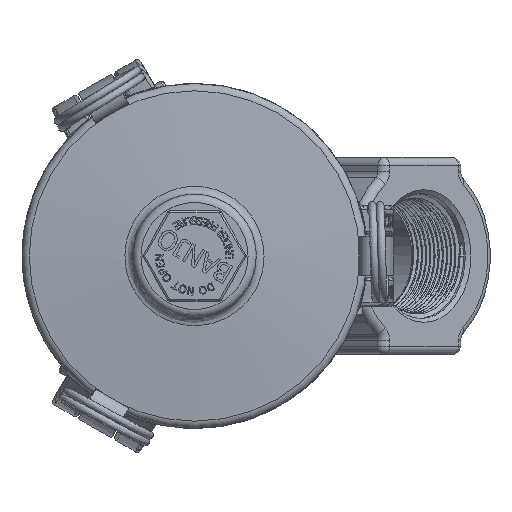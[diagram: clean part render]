
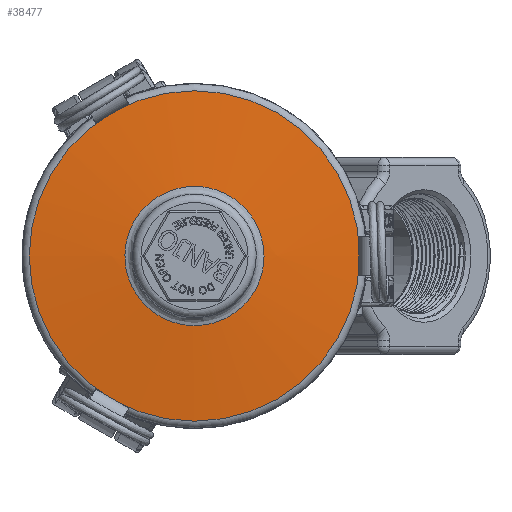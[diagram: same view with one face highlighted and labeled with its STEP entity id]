
A CAD part, front view. The second image highlights one B-rep face of the part: STEP entity #38477.
In plain terms, the highlighted spherical face has radius 533.908 mm.
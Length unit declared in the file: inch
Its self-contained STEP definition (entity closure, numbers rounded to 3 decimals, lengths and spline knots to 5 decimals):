
#180=SPHERICAL_SURFACE('',#41743,21.02);
#1929=FACE_BOUND('',#6235,.T.);
#3843=FACE_OUTER_BOUND('',#6234,.T.);
#6234=EDGE_LOOP('',(#29976,#29977));
#6235=EDGE_LOOP('',(#29978));
#8328=CIRCLE('',#41744,2.51496);
#8329=CIRCLE('',#41745,2.51496);
#9574=B_SPLINE_CURVE_WITH_KNOTS('',3,(#80047,#80048,#80049,#80050,#80051,
#80052,#80053,#80054,#80055,#80056,#80057,#80058,#80059,#80060,#80061,#80062,
#80063,#80064,#80065,#80066,#80067,#80068,#80069,#80070),.UNSPECIFIED.,
 .T.,.F.,(4,1,1,1,1,1,1,1,1,1,1,1,1,1,1,1,1,1,1,1,1,4),(-25.33901,
-24.43404,-24.13239,-23.52908,-22.92577,
-22.52356,-21.71915,-21.31694,-20.91474,
-20.51253,-18.9037,-18.09929,-17.69708,
-16.49046,-15.68605,-14.88164,-13.27281,
-12.06619,-10.85957,-9.65295,-9.04964,
-8.44634),.UNSPECIFIED.);
#17584=VERTEX_POINT('',#80045);
#17586=VERTEX_POINT('',#80101);
#17587=VERTEX_POINT('',#80102);
#22063=EDGE_CURVE('',#17584,#17584,#9574,.T.);
#22066=EDGE_CURVE('',#17586,#17587,#8328,.T.);
#22067=EDGE_CURVE('',#17587,#17586,#8329,.T.);
#29976=ORIENTED_EDGE('',*,*,#22066,.F.);
#29977=ORIENTED_EDGE('',*,*,#22067,.F.);
#29978=ORIENTED_EDGE('',*,*,#22063,.F.);
#38477=ADVANCED_FACE('',(#3843,#1929),#180,.T.);
#41743=AXIS2_PLACEMENT_3D('',#80100,#47207,#47208);
#41744=AXIS2_PLACEMENT_3D('',#80103,#47209,#47210);
#41745=AXIS2_PLACEMENT_3D('',#80104,#47211,#47212);
#47207=DIRECTION('center_axis',(0.,0.,1.));
#47208=DIRECTION('ref_axis',(1.,0.,0.));
#47209=DIRECTION('center_axis',(-1.,0.,0.));
#47210=DIRECTION('ref_axis',(0.,-1.,0.));
#47211=DIRECTION('center_axis',(-1.,0.,0.));
#47212=DIRECTION('ref_axis',(0.,-1.,0.));
#80045=CARTESIAN_POINT('',(2.62788,1.05859,-0.00086));
#80047=CARTESIAN_POINT('Ctrl Pts',(2.62788,1.05859,-0.00086));
#80048=CARTESIAN_POINT('Ctrl Pts',(2.62788,1.05868,0.11748));
#80049=CARTESIAN_POINT('Ctrl Pts',(2.62788,1.03164,0.27687));
#80050=CARTESIAN_POINT('Ctrl Pts',(2.62788,0.94127,0.49568));
#80051=CARTESIAN_POINT('Ctrl Pts',(2.62788,0.83466,0.66547));
#80052=CARTESIAN_POINT('Ctrl Pts',(2.62788,0.6854,0.815));
#80053=CARTESIAN_POINT('Ctrl Pts',(2.62788,0.48753,0.95005));
#80054=CARTESIAN_POINT('Ctrl Pts',(2.62788,0.29009,1.02768));
#80055=CARTESIAN_POINT('Ctrl Pts',(2.62788,0.07929,
1.05964));
#80056=CARTESIAN_POINT('Ctrl Pts',(2.62788,-0.07839,
1.05951));
#80057=CARTESIAN_POINT('Ctrl Pts',(2.62788,-0.39392,
1.01292));
#80058=CARTESIAN_POINT('Ctrl Pts',(2.62788,-0.7274,
0.81998));
#80059=CARTESIAN_POINT('Ctrl Pts',(2.62788,-0.93788,0.5102));
#80060=CARTESIAN_POINT('Ctrl Pts',(2.62788,-1.05415,0.21502));
#80061=CARTESIAN_POINT('Ctrl Pts',(2.62788,-1.07838,-0.10958));
#80062=CARTESIAN_POINT('Ctrl Pts',(2.62788,-0.96876,
-0.46371));
#80063=CARTESIAN_POINT('Ctrl Pts',(2.62788,-0.7293,
-0.81886));
#80064=CARTESIAN_POINT('Ctrl Pts',(2.62788,-0.2998,
-1.06728));
#80065=CARTESIAN_POINT('Ctrl Pts',(2.62788,0.24242,-1.06743));
#80066=CARTESIAN_POINT('Ctrl Pts',(2.62788,0.68146,-0.85709));
#80067=CARTESIAN_POINT('Ctrl Pts',(2.62788,0.93518,-0.53911));
#80068=CARTESIAN_POINT('Ctrl Pts',(2.62788,1.04035,-0.23906));
#80069=CARTESIAN_POINT('Ctrl Pts',(2.62788,1.05852,-0.07975));
#80070=CARTESIAN_POINT('Ctrl Pts',(2.62788,1.05859,-0.00086));
#80100=CARTESIAN_POINT('Origin',(-18.36545,0.,0.));
#80101=CARTESIAN_POINT('',(2.50356,2.51496,0.));
#80102=CARTESIAN_POINT('',(2.50356,0.,2.51496));
#80103=CARTESIAN_POINT('Origin',(2.50356,0.,0.));
#80104=CARTESIAN_POINT('Origin',(2.50356,0.,0.));
